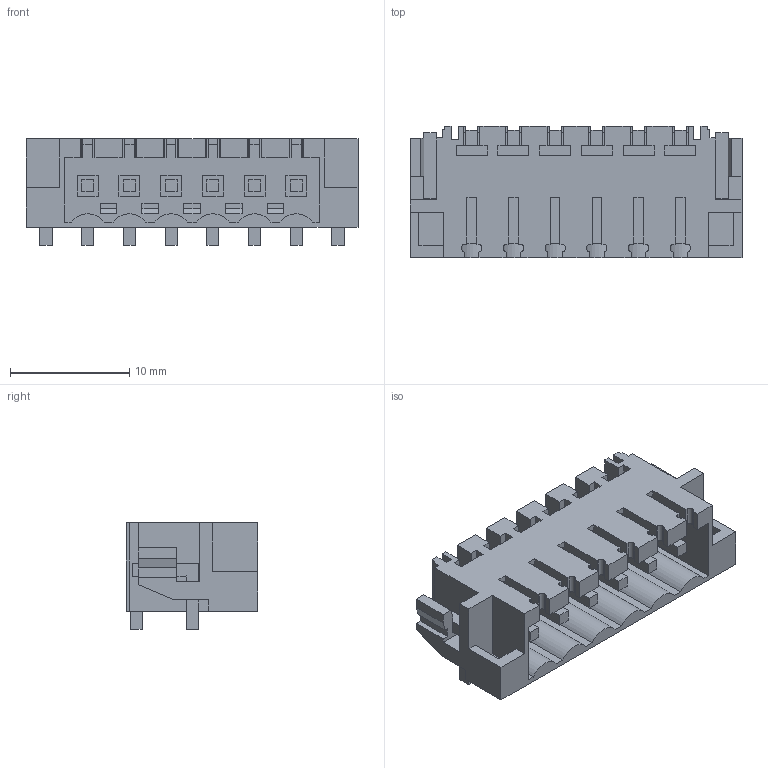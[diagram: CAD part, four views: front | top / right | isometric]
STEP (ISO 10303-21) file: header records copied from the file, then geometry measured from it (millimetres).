
FILE_DESCRIPTION(('CATIA V5 STEP Exchange','CAx-IF Rec.Pracs.--- Model Styling and Organization---1.2---2011-12-15'),'2;1');
FILE_NAME ('D1446200_0_1000620000_1000620000.stp','2018-03-10T07:17:31+00:00',('none'),('Weidmueller'),'CATIA Version 5-6 Release 2014','CATIA V5 STEP AP214','none');
FILE_SCHEMA(('AUTOMOTIVE_DESIGN { 1 0 10303 214 1 1 1 1 }'));
Length unit declared in the file: millimetre
Products named in the file (1): 1000620000
Bounding box: 27.85 x 11.05 x 8.95 mm (x, y, z)
Volume: 989.5 mm3; surface area: 2610.8 mm2
Topology: 9 solids, 9 shells, 486 faces, 1474 edges, 1015 vertices
Faces by surface type: plane 456, cylinder 30
Entity records: 15386 total; most frequent: ORIENTED_EDGE 2948, CARTESIAN_POINT 2791, DIRECTION 2058, EDGE_CURVE 1474, VECTOR 1408, LINE 1408, VERTEX_POINT 1015, EDGE_LOOP 511
